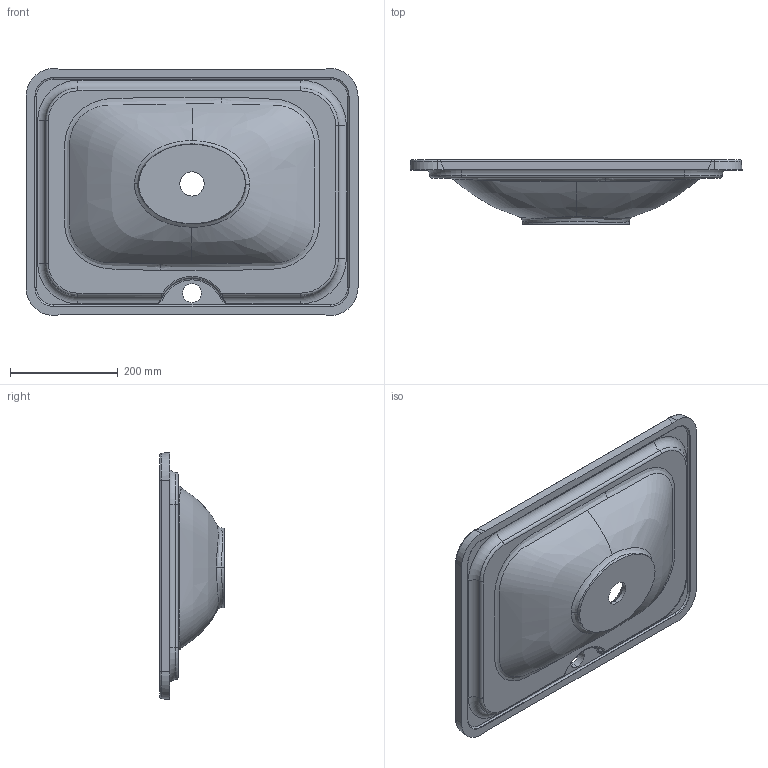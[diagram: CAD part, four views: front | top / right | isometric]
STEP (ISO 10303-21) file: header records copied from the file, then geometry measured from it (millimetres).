
FILE_DESCRIPTION (( 'STEP AP214' ), '1' );
FILE_NAME ('California 620c.STEP', '2019-02-12T10:16:00', ( '' ), ( '' ), 'SwSTEP 2.0', 'SolidWorks 2018', '' );
FILE_SCHEMA (( 'AUTOMOTIVE_DESIGN' ));
Length unit declared in the file: millimetre
Products named in the file (2): California 620c
Bounding box: 617.32 x 120 x 459.32 mm (x, y, z)
Volume: 5857947.6 mm3; surface area: 685893.9 mm2
Topology: 1 solids, 1 shells, 87 faces, 232 edges, 148 vertices
Faces by surface type: cylinder 26, torus 21, bspline 18, plane 13, cone 9
Entity records: 9193 total; most frequent: CARTESIAN_POINT 7075, ORIENTED_EDGE 460, DIRECTION 411, EDGE_CURVE 230, AXIS2_PLACEMENT_3D 173, VERTEX_POINT 148, CIRCLE 102, EDGE_LOOP 94
